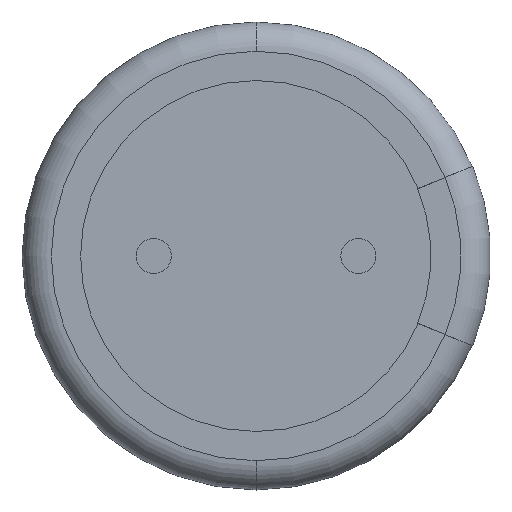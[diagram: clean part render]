
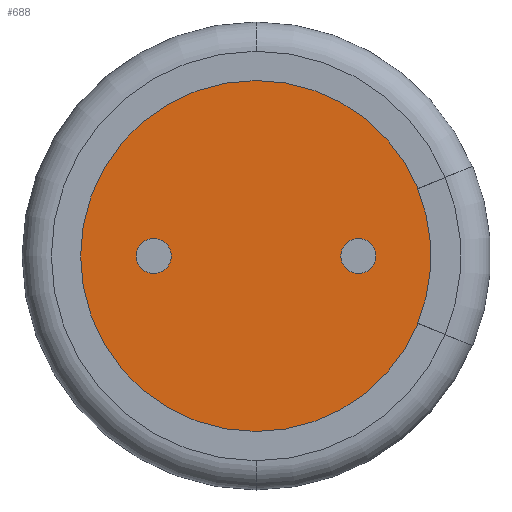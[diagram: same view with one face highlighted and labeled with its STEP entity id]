
A CAD part, front view. The second image highlights one B-rep face of the part: STEP entity #688.
In plain terms, the highlighted planar face has unit normal (0, -1, 0).
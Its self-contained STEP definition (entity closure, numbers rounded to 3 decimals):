
#15 = CIRCLE ( 'NONE', #913, 0.3 ) ;
#62 = EDGE_CURVE ( 'NONE', #153, #1064, #2000, .T. ) ;
#67 = VERTEX_POINT ( 'NONE', #1423 ) ;
#71 = CARTESIAN_POINT ( 'NONE',  ( 0., 0.3, 0. ) ) ;
#85 = CARTESIAN_POINT ( 'NONE',  ( 1.75, 0.3, 0. ) ) ;
#131 = AXIS2_PLACEMENT_3D ( 'NONE', #1001, #2204, #1178 ) ;
#135 = EDGE_CURVE ( 'NONE', #899, #421, #1727, .T. ) ;
#153 = VERTEX_POINT ( 'NONE', #586 ) ;
#161 = CARTESIAN_POINT ( 'NONE',  ( 1.75, 0.3, 0.3 ) ) ;
#208 = VERTEX_POINT ( 'NONE', #1462 ) ;
#226 = EDGE_CURVE ( 'NONE', #67, #208, #2082, .T. ) ;
#236 = EDGE_LOOP ( 'NONE', ( #1198, #953, #1251, #2074, #823, #2098 ) ) ;
#239 = PLANE ( 'NONE',  #839 ) ;
#244 = DIRECTION ( 'NONE',  ( 0., 0., -1. ) ) ;
#253 = DIRECTION ( 'NONE',  ( 0., 0., 1. ) ) ;
#272 = EDGE_CURVE ( 'NONE', #333, #1064, #1760, .T. ) ;
#333 = VERTEX_POINT ( 'NONE', #634 ) ;
#395 = ORIENTED_EDGE ( 'NONE', *, *, #746, .F. ) ;
#402 = CARTESIAN_POINT ( 'NONE',  ( -1.75, 0.3, 0. ) ) ;
#411 = CARTESIAN_POINT ( 'NONE',  ( 2.762, 0.3, 1.148 ) ) ;
#421 = VERTEX_POINT ( 'NONE', #161 ) ;
#495 = ORIENTED_EDGE ( 'NONE', *, *, #875, .F. ) ;
#534 = DIRECTION ( 'NONE',  ( 0., -1., 0. ) ) ;
#567 = DIRECTION ( 'NONE',  ( 0., 0., -1. ) ) ;
#586 = CARTESIAN_POINT ( 'NONE',  ( 2.762, 0.3, -1.148 ) ) ;
#589 = VECTOR ( 'NONE', #971, 1000. ) ;
#630 = EDGE_CURVE ( 'NONE', #651, #2216, #1839, .T. ) ;
#634 = CARTESIAN_POINT ( 'NONE',  ( 2.77, 0.3, 1.152 ) ) ;
#651 = VERTEX_POINT ( 'NONE', #1583 ) ;
#660 = CARTESIAN_POINT ( 'NONE',  ( 0., 0.3, 0. ) ) ;
#676 = FACE_BOUND ( 'NONE', #791, .T. ) ;
#688 = ADVANCED_FACE ( 'NONE', ( #1122, #676, #1405 ), #239, .T. ) ;
#697 = AXIS2_PLACEMENT_3D ( 'NONE', #660, #1867, #844 ) ;
#746 = EDGE_CURVE ( 'NONE', #2216, #651, #1776, .T. ) ;
#791 = EDGE_LOOP ( 'NONE', ( #395, #1036 ) ) ;
#814 = CARTESIAN_POINT ( 'NONE',  ( -1.75, 0.3, 0. ) ) ;
#823 = ORIENTED_EDGE ( 'NONE', *, *, #1237, .T. ) ;
#839 = AXIS2_PLACEMENT_3D ( 'NONE', #71, #1265, #244 ) ;
#844 = DIRECTION ( 'NONE',  ( 0., 0., -1. ) ) ;
#869 = CARTESIAN_POINT ( 'NONE',  ( -0.01, 0.3, 0. ) ) ;
#875 = EDGE_CURVE ( 'NONE', #421, #899, #15, .T. ) ;
#899 = VERTEX_POINT ( 'NONE', #1905 ) ;
#913 = AXIS2_PLACEMENT_3D ( 'NONE', #1549, #534, #1732 ) ;
#953 = ORIENTED_EDGE ( 'NONE', *, *, #1927, .T. ) ;
#967 = CARTESIAN_POINT ( 'NONE',  ( 0., 0.3, 0. ) ) ;
#971 = DIRECTION ( 'NONE',  ( -0.924, 0., 0.383 ) ) ;
#983 = DIRECTION ( 'NONE',  ( -0.924, 0., -0.383 ) ) ;
#988 = DIRECTION ( 'NONE',  ( 0., 0., -1. ) ) ;
#998 = AXIS2_PLACEMENT_3D ( 'NONE', #869, #1538, #1926 ) ;
#1001 = CARTESIAN_POINT ( 'NONE',  ( 0., 0.3, 0. ) ) ;
#1036 = ORIENTED_EDGE ( 'NONE', *, *, #630, .F. ) ;
#1064 = VERTEX_POINT ( 'NONE', #411 ) ;
#1083 = AXIS2_PLACEMENT_3D ( 'NONE', #967, #2167, #1141 ) ;
#1122 = FACE_OUTER_BOUND ( 'NONE', #236, .T. ) ;
#1126 = CARTESIAN_POINT ( 'NONE',  ( 0., 0.3, 3. ) ) ;
#1141 = DIRECTION ( 'NONE',  ( 0., 0., -1. ) ) ;
#1178 = DIRECTION ( 'NONE',  ( 0., 0., -1. ) ) ;
#1198 = ORIENTED_EDGE ( 'NONE', *, *, #272, .F. ) ;
#1235 = LINE ( 'NONE', #2172, #589 ) ;
#1237 = EDGE_CURVE ( 'NONE', #208, #153, #1235, .T. ) ;
#1251 = ORIENTED_EDGE ( 'NONE', *, *, #1896, .T. ) ;
#1265 = DIRECTION ( 'NONE',  ( 0., -1., 0. ) ) ;
#1278 = DIRECTION ( 'NONE',  ( 0., -1., 0. ) ) ;
#1374 = EDGE_LOOP ( 'NONE', ( #495, #1483 ) ) ;
#1405 = FACE_BOUND ( 'NONE', #1374, .T. ) ;
#1423 = CARTESIAN_POINT ( 'NONE',  ( 0., 0.3, -3. ) ) ;
#1462 = CARTESIAN_POINT ( 'NONE',  ( 2.77, 0.3, -1.152 ) ) ;
#1483 = ORIENTED_EDGE ( 'NONE', *, *, #135, .F. ) ;
#1538 = DIRECTION ( 'NONE',  ( 0., -1., 0. ) ) ;
#1549 = CARTESIAN_POINT ( 'NONE',  ( 1.75, 0.3, 0. ) ) ;
#1583 = CARTESIAN_POINT ( 'NONE',  ( -1.75, 0.3, -0.3 ) ) ;
#1596 = DIRECTION ( 'NONE',  ( 0., -1., 0. ) ) ;
#1639 = CIRCLE ( 'NONE', #697, 3. ) ;
#1687 = CIRCLE ( 'NONE', #131, 3. ) ;
#1726 = VERTEX_POINT ( 'NONE', #1126 ) ;
#1727 = CIRCLE ( 'NONE', #1958, 0.3 ) ;
#1732 = DIRECTION ( 'NONE',  ( 0., 0., 1. ) ) ;
#1754 = CARTESIAN_POINT ( 'NONE',  ( -1.75, 0.3, 0.3 ) ) ;
#1756 = AXIS2_PLACEMENT_3D ( 'NONE', #814, #2007, #988 ) ;
#1760 = LINE ( 'NONE', #2180, #2184 ) ;
#1776 = CIRCLE ( 'NONE', #1756, 0.3 ) ;
#1839 = CIRCLE ( 'NONE', #2031, 0.3 ) ;
#1867 = DIRECTION ( 'NONE',  ( 0., -1., 0. ) ) ;
#1896 = EDGE_CURVE ( 'NONE', #1726, #67, #1687, .T. ) ;
#1905 = CARTESIAN_POINT ( 'NONE',  ( 1.75, 0.3, -0.3 ) ) ;
#1926 = DIRECTION ( 'NONE',  ( 0., 0., -1. ) ) ;
#1927 = EDGE_CURVE ( 'NONE', #333, #1726, #1639, .T. ) ;
#1958 = AXIS2_PLACEMENT_3D ( 'NONE', #85, #1278, #253 ) ;
#2000 = CIRCLE ( 'NONE', #998, 3. ) ;
#2007 = DIRECTION ( 'NONE',  ( 0., -1., 0. ) ) ;
#2031 = AXIS2_PLACEMENT_3D ( 'NONE', #402, #1596, #567 ) ;
#2074 = ORIENTED_EDGE ( 'NONE', *, *, #226, .T. ) ;
#2082 = CIRCLE ( 'NONE', #1083, 3. ) ;
#2098 = ORIENTED_EDGE ( 'NONE', *, *, #62, .T. ) ;
#2167 = DIRECTION ( 'NONE',  ( 0., -1., 0. ) ) ;
#2172 = CARTESIAN_POINT ( 'NONE',  ( -0.001, 0.3, -0.004 ) ) ;
#2180 = CARTESIAN_POINT ( 'NONE',  ( -0.001, 0.3, 0.004 ) ) ;
#2184 = VECTOR ( 'NONE', #983, 1000. ) ;
#2204 = DIRECTION ( 'NONE',  ( 0., -1., 0. ) ) ;
#2216 = VERTEX_POINT ( 'NONE', #1754 ) ;
